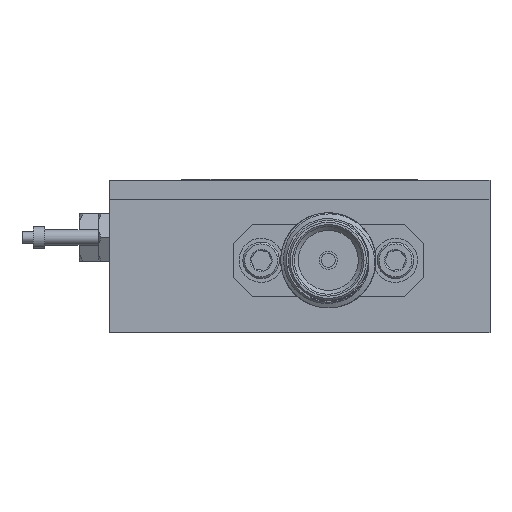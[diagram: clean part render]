
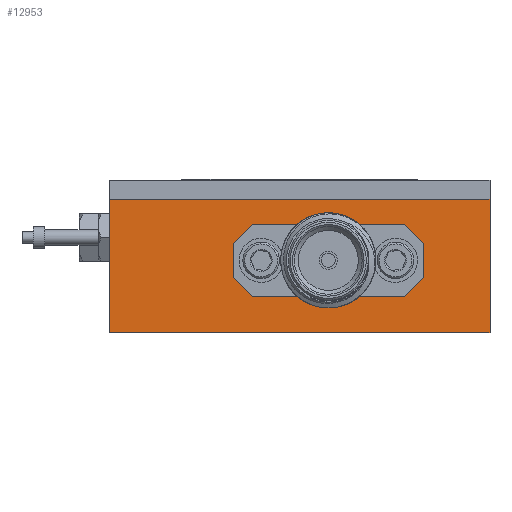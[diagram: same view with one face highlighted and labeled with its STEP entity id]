
A CAD part, left-side view. The second image highlights one B-rep face of the part: STEP entity #12953.
In plain terms, the highlighted planar face has unit normal (-1, 0, 0).
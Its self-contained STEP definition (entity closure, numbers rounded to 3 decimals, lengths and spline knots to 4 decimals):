
#293 = CARTESIAN_POINT ( 'NONE',  ( -0.75, 0.175, 0.085 ) ) ;
#508 = EDGE_CURVE ( 'NONE', #27267, #9868, #14581, .T. ) ;
#984 = VERTEX_POINT ( 'NONE', #29399 ) ;
#1997 = VECTOR ( 'NONE', #26071, 39.3701 ) ;
#2436 = CARTESIAN_POINT ( 'NONE',  ( -0.75, -0.325, 0.035 ) ) ;
#2487 = CARTESIAN_POINT ( 'NONE',  ( -0.75, 0.175, -0.055 ) ) ;
#3173 = VECTOR ( 'NONE', #15269, 39.3701 ) ;
#3321 = LINE ( 'NONE', #9572, #15554 ) ;
#3656 = CARTESIAN_POINT ( 'NONE',  ( -0.75, -0.2225, -0.1575 ) ) ;
#4666 = VERTEX_POINT ( 'NONE', #2436 ) ;
#5104 = CARTESIAN_POINT ( 'NONE',  ( -0.75, -0.2225, 0.1375 ) ) ;
#5639 = ORIENTED_EDGE ( 'NONE', *, *, #17891, .F. ) ;
#5673 = ORIENTED_EDGE ( 'NONE', *, *, #21906, .T. ) ;
#5763 = DIRECTION ( 'NONE',  ( 0., 0., -1. ) ) ;
#5823 = ORIENTED_EDGE ( 'NONE', *, *, #20732, .F. ) ;
#6022 = DIRECTION ( 'NONE',  ( 0., 0., -1. ) ) ;
#6302 = LINE ( 'NONE', #293, #17077 ) ;
#6728 = VERTEX_POINT ( 'NONE', #27829 ) ;
#7352 = VECTOR ( 'NONE', #28238, 39.3701 ) ;
#7535 = DIRECTION ( 'NONE',  ( 0., -0.707, 0.707 ) ) ;
#8454 = CARTESIAN_POINT ( 'NONE',  ( -0.75, 0.175, -0.105 ) ) ;
#8473 = CARTESIAN_POINT ( 'NONE',  ( -0.75, -0.5, 0.15 ) ) ;
#9258 = VERTEX_POINT ( 'NONE', #14183 ) ;
#9557 = VERTEX_POINT ( 'NONE', #15670 ) ;
#9572 = CARTESIAN_POINT ( 'NONE',  ( -0.75, -0.325, -0.105 ) ) ;
#9610 = VERTEX_POINT ( 'NONE', #20306 ) ;
#9734 = ORIENTED_EDGE ( 'NONE', *, *, #20948, .T. ) ;
#9760 = VERTEX_POINT ( 'NONE', #21278 ) ;
#9868 = VERTEX_POINT ( 'NONE', #24575 ) ;
#10299 = DIRECTION ( 'NONE',  ( 1., 0., 0. ) ) ;
#11136 = ORIENTED_EDGE ( 'NONE', *, *, #20906, .T. ) ;
#11526 = EDGE_CURVE ( 'NONE', #18219, #9557, #27565, .T. ) ;
#11775 = ORIENTED_EDGE ( 'NONE', *, *, #29216, .F. ) ;
#11956 = EDGE_CURVE ( 'NONE', #9868, #9258, #21083, .T. ) ;
#12160 = CARTESIAN_POINT ( 'NONE',  ( -0.75, 0.5, 0.2 ) ) ;
#12379 = CARTESIAN_POINT ( 'NONE',  ( -0.75, -0.5, -0.2 ) ) ;
#12871 = CARTESIAN_POINT ( 'NONE',  ( -0.75, 0.175, -0.105 ) ) ;
#12953 = ADVANCED_FACE ( 'NONE', ( #18558, #22161 ), #17130, .F. ) ;
#13647 = ORIENTED_EDGE ( 'NONE', *, *, #16353, .F. ) ;
#13999 = LINE ( 'NONE', #12871, #3173 ) ;
#14183 = CARTESIAN_POINT ( 'NONE',  ( -0.75, -0.5, -0.2 ) ) ;
#14581 = LINE ( 'NONE', #12160, #27922 ) ;
#14727 = ORIENTED_EDGE ( 'NONE', *, *, #17931, .F. ) ;
#14828 = CARTESIAN_POINT ( 'NONE',  ( -0.75, 0.125, 0.085 ) ) ;
#14908 = VECTOR ( 'NONE', #7535, 39.3701 ) ;
#15269 = DIRECTION ( 'NONE',  ( 0., -1., 0. ) ) ;
#15307 = VECTOR ( 'NONE', #17327, 39.3701 ) ;
#15369 = ORIENTED_EDGE ( 'NONE', *, *, #11526, .T. ) ;
#15554 = VECTOR ( 'NONE', #23728, 39.3701 ) ;
#15668 = ORIENTED_EDGE ( 'NONE', *, *, #23188, .F. ) ;
#15670 = CARTESIAN_POINT ( 'NONE',  ( -0.75, -0.275, -0.105 ) ) ;
#16287 = LINE ( 'NONE', #8473, #27806 ) ;
#16353 = EDGE_CURVE ( 'NONE', #18219, #4666, #3321, .T. ) ;
#16854 = VERTEX_POINT ( 'NONE', #14828 ) ;
#17077 = VECTOR ( 'NONE', #29811, 39.3701 ) ;
#17130 = PLANE ( 'NONE',  #22203 ) ;
#17327 = DIRECTION ( 'NONE',  ( 0., 0.707, -0.707 ) ) ;
#17891 = EDGE_CURVE ( 'NONE', #984, #9557, #13999, .T. ) ;
#17924 = LINE ( 'NONE', #25691, #24042 ) ;
#17931 = EDGE_CURVE ( 'NONE', #6728, #19522, #23951, .T. ) ;
#18219 = VERTEX_POINT ( 'NONE', #25728 ) ;
#18558 = FACE_BOUND ( 'NONE', #19537, .T. ) ;
#18561 = ORIENTED_EDGE ( 'NONE', *, *, #508, .T. ) ;
#19180 = CARTESIAN_POINT ( 'NONE',  ( -0.75, 0.0725, 0.1375 ) ) ;
#19522 = VERTEX_POINT ( 'NONE', #2487 ) ;
#19537 = EDGE_LOOP ( 'NONE', ( #5639, #5673, #14727, #11136, #5823, #9734, #13647, #15369 ) ) ;
#20306 = CARTESIAN_POINT ( 'NONE',  ( -0.75, -0.5, 0.15 ) ) ;
#20649 = LINE ( 'NONE', #26884, #29602 ) ;
#20732 = EDGE_CURVE ( 'NONE', #9760, #16854, #6302, .T. ) ;
#20906 = EDGE_CURVE ( 'NONE', #6728, #16854, #29308, .T. ) ;
#20948 = EDGE_CURVE ( 'NONE', #9760, #4666, #22455, .T. ) ;
#20963 = DIRECTION ( 'NONE',  ( 0., 0., -1. ) ) ;
#21083 = LINE ( 'NONE', #12379, #1997 ) ;
#21278 = CARTESIAN_POINT ( 'NONE',  ( -0.75, -0.275, 0.085 ) ) ;
#21704 = CARTESIAN_POINT ( 'NONE',  ( -0.75, 0.5, 0.15 ) ) ;
#21906 = EDGE_CURVE ( 'NONE', #984, #19522, #20649, .T. ) ;
#22161 = FACE_OUTER_BOUND ( 'NONE', #22318, .T. ) ;
#22203 = AXIS2_PLACEMENT_3D ( 'NONE', #24378, #10299, #5763 ) ;
#22318 = EDGE_LOOP ( 'NONE', ( #15668, #18561, #29705, #11775 ) ) ;
#22455 = LINE ( 'NONE', #5104, #7352 ) ;
#22504 = VECTOR ( 'NONE', #6022, 39.3701 ) ;
#23188 = EDGE_CURVE ( 'NONE', #27267, #9610, #16287, .T. ) ;
#23728 = DIRECTION ( 'NONE',  ( 0., 0., 1. ) ) ;
#23951 = LINE ( 'NONE', #8454, #22504 ) ;
#24042 = VECTOR ( 'NONE', #20963, 39.3701 ) ;
#24107 = DIRECTION ( 'NONE',  ( 0., 0., -1. ) ) ;
#24378 = CARTESIAN_POINT ( 'NONE',  ( -0.75, -0.5, 0.2 ) ) ;
#24575 = CARTESIAN_POINT ( 'NONE',  ( -0.75, 0.5, -0.2 ) ) ;
#24753 = DIRECTION ( 'NONE',  ( 0., -1., 0. ) ) ;
#24866 = DIRECTION ( 'NONE',  ( 0., 0.707, 0.707 ) ) ;
#25691 = CARTESIAN_POINT ( 'NONE',  ( -0.75, -0.5, 0.2 ) ) ;
#25728 = CARTESIAN_POINT ( 'NONE',  ( -0.75, -0.325, -0.055 ) ) ;
#26071 = DIRECTION ( 'NONE',  ( 0., -1., 0. ) ) ;
#26884 = CARTESIAN_POINT ( 'NONE',  ( -0.75, 0.0725, -0.1575 ) ) ;
#27267 = VERTEX_POINT ( 'NONE', #21704 ) ;
#27565 = LINE ( 'NONE', #3656, #15307 ) ;
#27806 = VECTOR ( 'NONE', #24753, 39.3701 ) ;
#27829 = CARTESIAN_POINT ( 'NONE',  ( -0.75, 0.175, 0.035 ) ) ;
#27922 = VECTOR ( 'NONE', #24107, 39.3701 ) ;
#28238 = DIRECTION ( 'NONE',  ( 0., -0.707, -0.707 ) ) ;
#29216 = EDGE_CURVE ( 'NONE', #9610, #9258, #17924, .T. ) ;
#29308 = LINE ( 'NONE', #19180, #14908 ) ;
#29399 = CARTESIAN_POINT ( 'NONE',  ( -0.75, 0.125, -0.105 ) ) ;
#29602 = VECTOR ( 'NONE', #24866, 39.3701 ) ;
#29705 = ORIENTED_EDGE ( 'NONE', *, *, #11956, .T. ) ;
#29811 = DIRECTION ( 'NONE',  ( 0., 1., 0. ) ) ;
